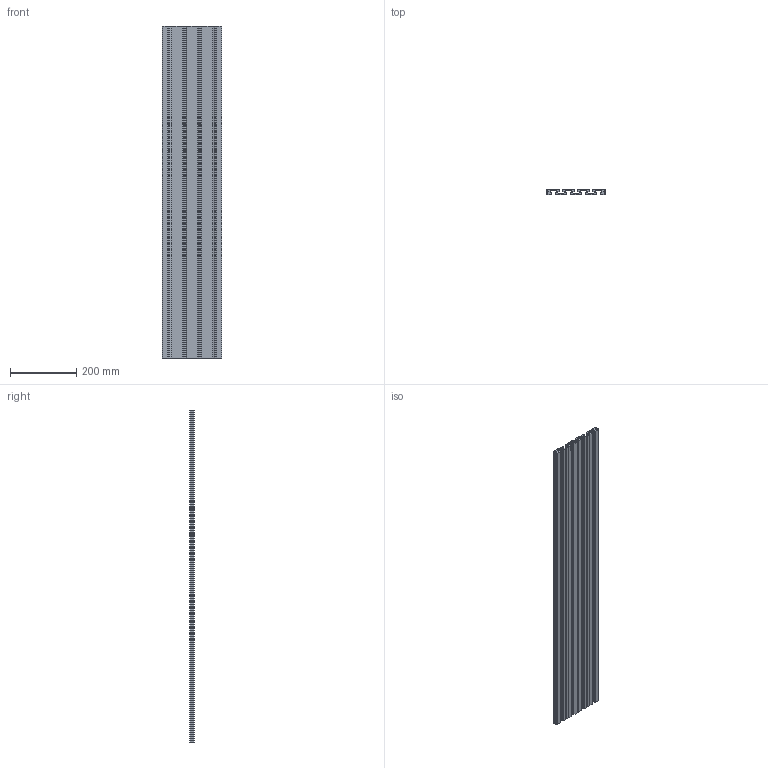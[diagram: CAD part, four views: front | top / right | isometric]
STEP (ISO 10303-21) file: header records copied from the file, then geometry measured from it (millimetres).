
FILE_DESCRIPTION (( 'STEP AP203' ), '1' );
FILE_NAME ('T1518 Ïðîôèëü äëÿ ñòîëà 15õ180 (Àí. ñåðåáðî).step', '2025-10-03T07:44:36', ( '' ), ( '' ), 'SwSTEP 2.0', 'SolidWorks 2025', '' );
FILE_SCHEMA (( 'CONFIG_CONTROL_DESIGN' ));
Length unit declared in the file: millimetre
Products named in the file (2): T1518 Профиль для стола 15х180 (Ан. серебро); T1518 Профиль для стола 15х180 (Ан. серебро)_00
Assembly tree (1 placements, depth 2):
  T1518 Профиль для стола 15х180 (Ан. серебро)
    T1518 Профиль для стола 15х180 (Ан. серебро)_00
Bounding box: 180 x 15 x 1000 mm (x, y, z)
Volume: 1241968.2 mm3; surface area: 711923.6 mm2
Topology: 1 solids, 1 shells, 317 faces, 945 edges, 630 vertices
Faces by surface type: plane 159, cylinder 154, bspline 4
Entity records: 10947 total; most frequent: CARTESIAN_POINT 1948, ORIENTED_EDGE 1890, DIRECTION 1879, EDGE_CURVE 945, VERTEX_POINT 630, VECTOR 629, LINE 629, AXIS2_PLACEMENT_3D 625
